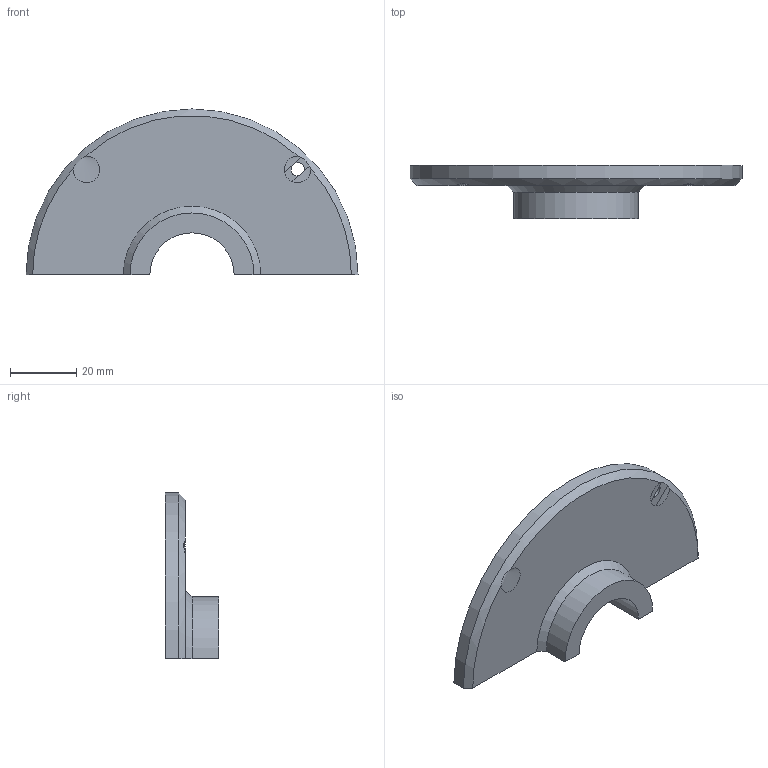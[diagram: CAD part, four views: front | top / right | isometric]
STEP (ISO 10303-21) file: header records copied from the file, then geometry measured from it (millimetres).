
FILE_DESCRIPTION(/* description */ (''),/* implementation_level */ '2;1');
FILE_NAME(/* name */ 'Under Sink Pipe Lifter v6.step',/* time_stamp */ '2020-09-25T16:40:47+01:00',/* author */ (''),/* organization */ (''),/* preprocessor_version */ 'ST-DEVELOPER v18.1',/* originating_system */ 'Autodesk Translation Framework v9.3.0.1241',/* authorisation */ '');
FILE_SCHEMA (('AUTOMOTIVE_DESIGN { 1 0 10303 214 3 1 1 }'));
Length unit declared in the file: millimetre
Products named in the file (2): Under Sink Pipe Lifter; Pipe Spacer
Assembly tree (1 placements, depth 2):
  Under Sink Pipe Lifter
    Pipe Spacer
Bounding box: 100 x 16 x 50 mm (x, y, z)
Volume: 24586.9 mm3; surface area: 9905.6 mm2
Topology: 1 solids, 1 shells, 18 faces, 52 edges, 34 vertices
Faces by surface type: cylinder 7, plane 7, cone 4
Full cylindrical faces by diameter (mm): 4 x2
Entity records: 675 total; most frequent: CARTESIAN_POINT 126, DIRECTION 112, ORIENTED_EDGE 104, EDGE_CURVE 52, AXIS2_PLACEMENT_3D 42, VERTEX_POINT 34, LINE 28, VECTOR 28
